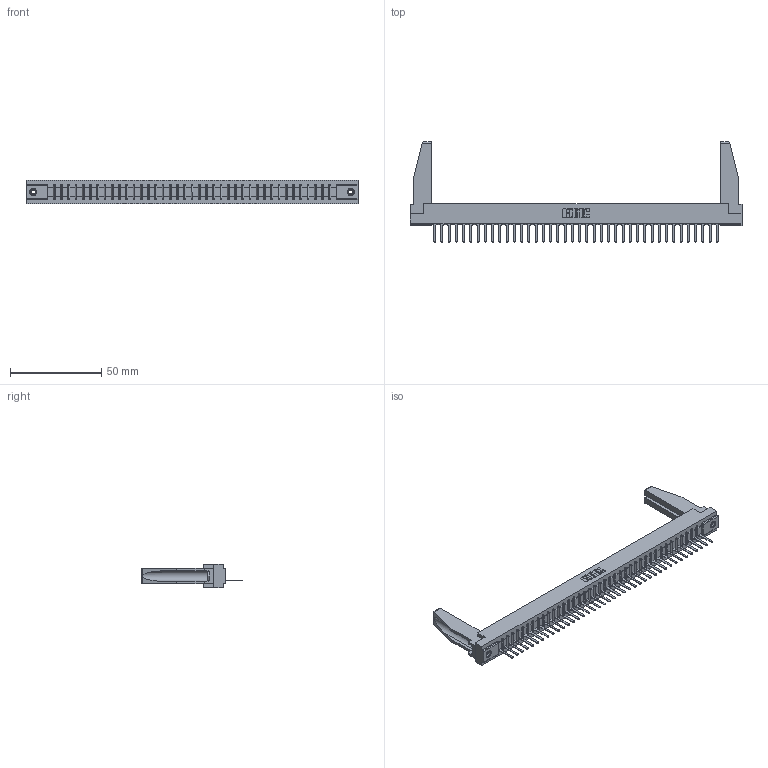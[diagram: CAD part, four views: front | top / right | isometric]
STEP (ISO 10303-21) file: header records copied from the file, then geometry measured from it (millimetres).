
FILE_DESCRIPTION (( 'STEP AP203' ), '1' );
FILE_NAME ('307-040-527-178.STEP', '2019-09-04T06:21:48', ( '' ), ( '' ), 'SwSTEP 2.0', 'SolidWorks 2016', '' );
FILE_SCHEMA (( 'CONFIG_CONTROL_DESIGN' ));
Length unit declared in the file: inch
Products named in the file (5): 307-220-078; 345-250-001_345-250-001-102; 307 Part_.156 Dia Mounting Holes; 307-040-527-178; 307-290-001_527
Assembly tree (45 placements, depth 2):
  307-040-527-178
    307 Part_.156 Dia Mounting Holes
    307-290-001_527  x40
    307-220-078  x2
    345-250-001_345-250-001-102  x2
Bounding box: 181.51 x 54.81 x 12.7 mm (x, y, z)
Volume: 22850.5 mm3; surface area: 23907.3 mm2
Topology: 45 solids, 45 shells, 2529 faces, 7133 edges, 4582 vertices
Faces by surface type: plane 1634, cylinder 797, sphere 82, cone 12, torus 4
Entity records: 36945 total; most frequent: CARTESIAN_POINT 6222, ORIENTED_EDGE 6164, DIRECTION 6008, EDGE_CURVE 3082, VECTOR 2368, LINE 2368, VERTEX_POINT 1992, AXIS2_PLACEMENT_3D 1820
